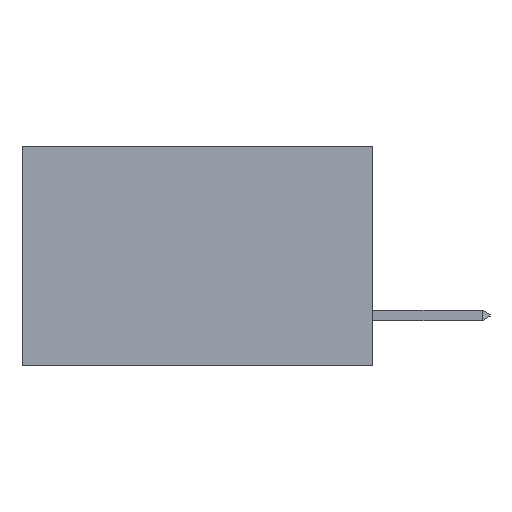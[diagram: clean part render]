
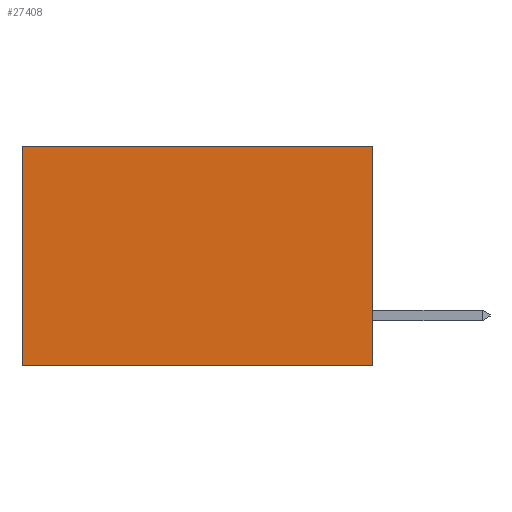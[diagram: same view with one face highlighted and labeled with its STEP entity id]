
A CAD part, left-side view. The second image highlights one B-rep face of the part: STEP entity #27408.
In plain terms, the highlighted planar face has unit normal (-1, 0, 0).
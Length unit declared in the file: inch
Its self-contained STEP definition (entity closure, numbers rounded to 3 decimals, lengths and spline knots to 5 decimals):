
#29 = EDGE_CURVE ( 'NONE', #6027, #1269, #10154, .T. ) ;
#312 = ORIENTED_EDGE ( 'NONE', *, *, #3425, .F. ) ;
#475 = DIRECTION ( 'NONE',  ( 1., 0., 0. ) ) ;
#1269 = VERTEX_POINT ( 'NONE', #13075 ) ;
#1483 = VERTEX_POINT ( 'NONE', #13041 ) ;
#3390 = CARTESIAN_POINT ( 'NONE',  ( 0.277, 0., 0. ) ) ;
#3425 = EDGE_CURVE ( 'NONE', #6027, #27105, #28235, .T. ) ;
#3701 = DIRECTION ( 'NONE',  ( 0., 0., -1. ) ) ;
#3838 = CARTESIAN_POINT ( 'NONE',  ( 0.277, 0., -0.37 ) ) ;
#5291 = CARTESIAN_POINT ( 'NONE',  ( 0.277, 0., -0.37 ) ) ;
#5672 = CARTESIAN_POINT ( 'NONE',  ( 0.277, 0.59, -0.37 ) ) ;
#5971 = EDGE_LOOP ( 'NONE', ( #20974, #21671, #312, #15542 ) ) ;
#6027 = VERTEX_POINT ( 'NONE', #10987 ) ;
#7883 = DIRECTION ( 'NONE',  ( 0., 0., -1. ) ) ;
#8757 = DIRECTION ( 'NONE',  ( 0., 1., 0. ) ) ;
#9306 = PLANE ( 'NONE',  #20086 ) ;
#10154 = LINE ( 'NONE', #3390, #21099 ) ;
#10987 = CARTESIAN_POINT ( 'NONE',  ( 0.277, 0., 0. ) ) ;
#11645 = DIRECTION ( 'NONE',  ( 0., 1., 0. ) ) ;
#11682 = VECTOR ( 'NONE', #3701, 39.37008 ) ;
#13041 = CARTESIAN_POINT ( 'NONE',  ( 0.277, 0.59, -0.37 ) ) ;
#13075 = CARTESIAN_POINT ( 'NONE',  ( 0.277, 0.59, 0. ) ) ;
#13712 = CARTESIAN_POINT ( 'NONE',  ( 0.277, 0., -0.37 ) ) ;
#15195 = VECTOR ( 'NONE', #7883, 39.37008 ) ;
#15542 = ORIENTED_EDGE ( 'NONE', *, *, #29, .T. ) ;
#15926 = DIRECTION ( 'NONE',  ( 0., 0., -1. ) ) ;
#18568 = EDGE_CURVE ( 'NONE', #27105, #1483, #21435, .T. ) ;
#19596 = FACE_OUTER_BOUND ( 'NONE', #5971, .T. ) ;
#20086 = AXIS2_PLACEMENT_3D ( 'NONE', #13712, #475, #15926 ) ;
#20974 = ORIENTED_EDGE ( 'NONE', *, *, #27000, .T. ) ;
#21099 = VECTOR ( 'NONE', #11645, 39.37008 ) ;
#21435 = LINE ( 'NONE', #21857, #22103 ) ;
#21671 = ORIENTED_EDGE ( 'NONE', *, *, #18568, .F. ) ;
#21857 = CARTESIAN_POINT ( 'NONE',  ( 0.277, 0., -0.37 ) ) ;
#22103 = VECTOR ( 'NONE', #8757, 39.37008 ) ;
#26684 = LINE ( 'NONE', #5672, #15195 ) ;
#27000 = EDGE_CURVE ( 'NONE', #1269, #1483, #26684, .T. ) ;
#27105 = VERTEX_POINT ( 'NONE', #3838 ) ;
#27408 = ADVANCED_FACE ( 'NONE', ( #19596 ), #9306, .F. ) ;
#28235 = LINE ( 'NONE', #5291, #11682 ) ;
